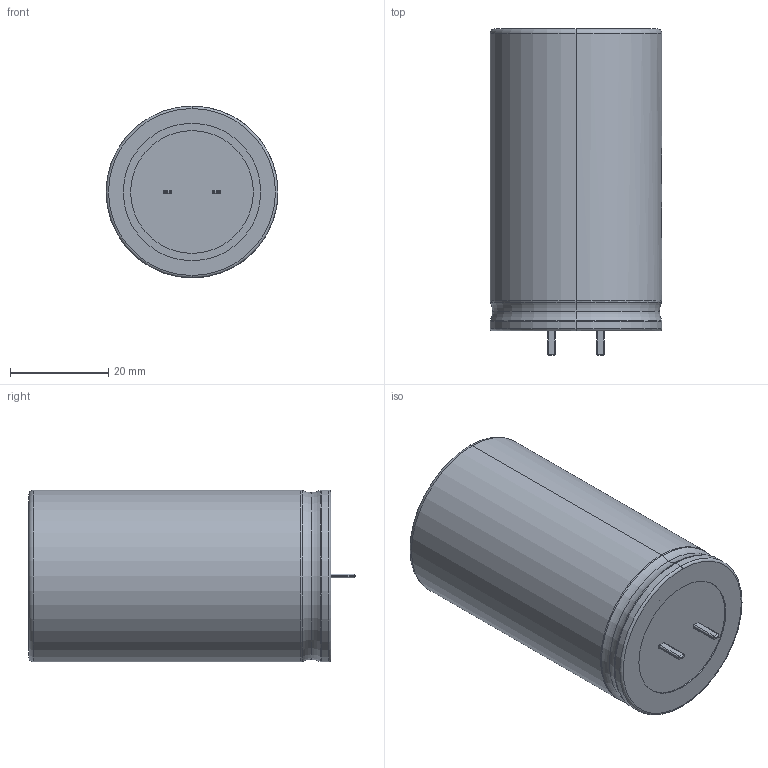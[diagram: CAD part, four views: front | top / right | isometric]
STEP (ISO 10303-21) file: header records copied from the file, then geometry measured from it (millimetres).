
FILE_DESCRIPTION (( 'STEP AP214' ), '1' );
FILE_NAME ('THD Capacitor Polar 35x60x10mm.step', '2020-11-23T17:18:56', ( '' ), ( '' ), 'SwSTEP 2.0', 'SolidWorks 2018', '' );
FILE_SCHEMA (( 'AUTOMOTIVE_DESIGN' ));
Length unit declared in the file: millimetre
Products named in the file (1): THD Capacitor Polar 35x60x10mm
Bounding box: 35 x 66.5 x 35 mm (x, y, z)
Volume: 58252.7 mm3; surface area: 9019.7 mm2
Topology: 1 solids, 1 shells, 73 faces, 180 edges, 116 vertices
Faces by surface type: cylinder 29, plane 23, torus 13, cone 8
Entity records: 2895 total; most frequent: CARTESIAN_POINT 779, ORIENTED_EDGE 344, DIRECTION 334, EDGE_CURVE 172, AXIS2_PLACEMENT_3D 134, VERTEX_POINT 116, EDGE_LOOP 88, ADVANCED_FACE 73
